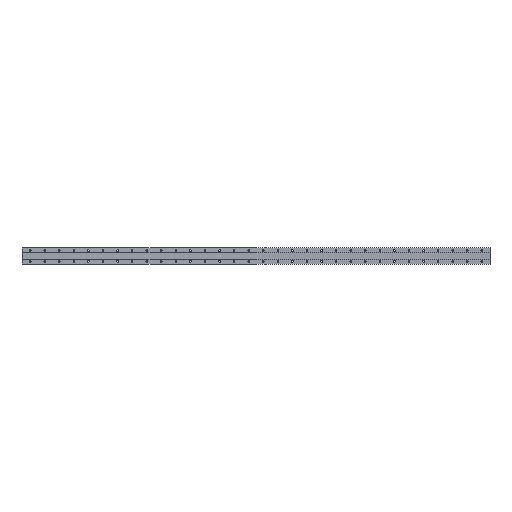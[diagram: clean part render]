
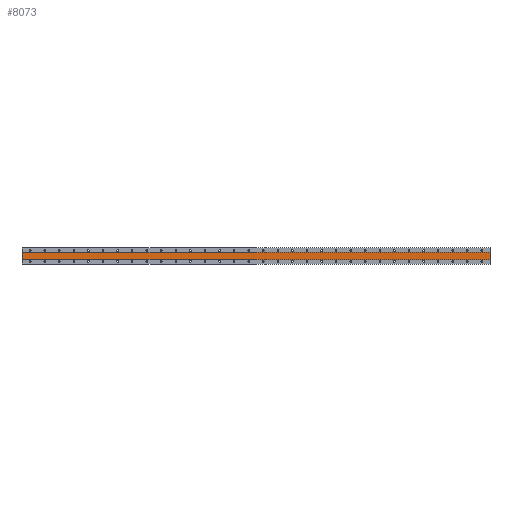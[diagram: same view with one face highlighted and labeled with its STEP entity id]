
A CAD part, front view. The second image highlights one B-rep face of the part: STEP entity #8073.
In plain terms, the highlighted planar face has unit normal (0, -1, 0).
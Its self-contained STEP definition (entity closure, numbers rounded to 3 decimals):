
#118 = VERTEX_POINT ( 'NONE', #3020 ) ;
#348 = AXIS2_PLACEMENT_3D ( 'NONE', #8651, #1045, #2805 ) ;
#549 = LINE ( 'NONE', #6653, #10583 ) ;
#1045 = DIRECTION ( 'NONE',  ( 0., 1., 0. ) ) ;
#1723 = CARTESIAN_POINT ( 'NONE',  ( -45., 1., -20. ) ) ;
#2649 = FACE_OUTER_BOUND ( 'NONE', #8962, .T. ) ;
#2805 = DIRECTION ( 'NONE',  ( 0., 0., 1. ) ) ;
#2946 = VERTEX_POINT ( 'NONE', #1723 ) ;
#3020 = CARTESIAN_POINT ( 'NONE',  ( 2525., 1., 20. ) ) ;
#3146 = CARTESIAN_POINT ( 'NONE',  ( 2525., 1., 20. ) ) ;
#3431 = CARTESIAN_POINT ( 'NONE',  ( 2525., 1., 20. ) ) ;
#3625 = PLANE ( 'NONE',  #348 ) ;
#3968 = LINE ( 'NONE', #3146, #6748 ) ;
#4125 = ORIENTED_EDGE ( 'NONE', *, *, #8674, .F. ) ;
#4297 = CARTESIAN_POINT ( 'NONE',  ( -45., 1., 20. ) ) ;
#4414 = EDGE_CURVE ( 'NONE', #8684, #2946, #549, .T. ) ;
#4642 = ORIENTED_EDGE ( 'NONE', *, *, #8650, .F. ) ;
#5629 = ORIENTED_EDGE ( 'NONE', *, *, #4414, .F. ) ;
#5630 = DIRECTION ( 'NONE',  ( 0., 0., 1. ) ) ;
#5689 = DIRECTION ( 'NONE',  ( 1., 0., 0. ) ) ;
#5752 = DIRECTION ( 'NONE',  ( -1., 0., 0. ) ) ;
#5982 = ORIENTED_EDGE ( 'NONE', *, *, #7933, .F. ) ;
#6653 = CARTESIAN_POINT ( 'NONE',  ( 2525., 1., -20. ) ) ;
#6748 = VECTOR ( 'NONE', #5689, 1000. ) ;
#7620 = LINE ( 'NONE', #3431, #11013 ) ;
#7933 = EDGE_CURVE ( 'NONE', #118, #8684, #7620, .T. ) ;
#8057 = VERTEX_POINT ( 'NONE', #4297 ) ;
#8073 = ADVANCED_FACE ( 'NONE', ( #2649 ), #3625, .F. ) ;
#8256 = CARTESIAN_POINT ( 'NONE',  ( -45., 1., 20. ) ) ;
#8650 = EDGE_CURVE ( 'NONE', #2946, #8057, #10788, .T. ) ;
#8651 = CARTESIAN_POINT ( 'NONE',  ( 2525., 1., 20. ) ) ;
#8674 = EDGE_CURVE ( 'NONE', #8057, #118, #3968, .T. ) ;
#8684 = VERTEX_POINT ( 'NONE', #10053 ) ;
#8962 = EDGE_LOOP ( 'NONE', ( #5629, #5982, #4125, #4642 ) ) ;
#9450 = DIRECTION ( 'NONE',  ( 0., 0., -1. ) ) ;
#10053 = CARTESIAN_POINT ( 'NONE',  ( 2525., 1., -20. ) ) ;
#10136 = VECTOR ( 'NONE', #5630, 1000. ) ;
#10583 = VECTOR ( 'NONE', #5752, 1000. ) ;
#10788 = LINE ( 'NONE', #8256, #10136 ) ;
#11013 = VECTOR ( 'NONE', #9450, 1000. ) ;
